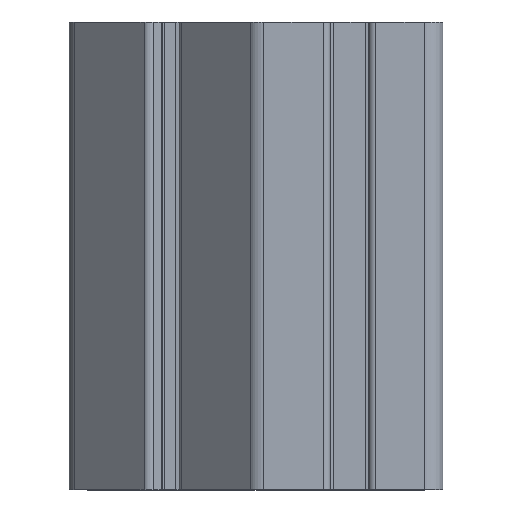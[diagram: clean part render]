
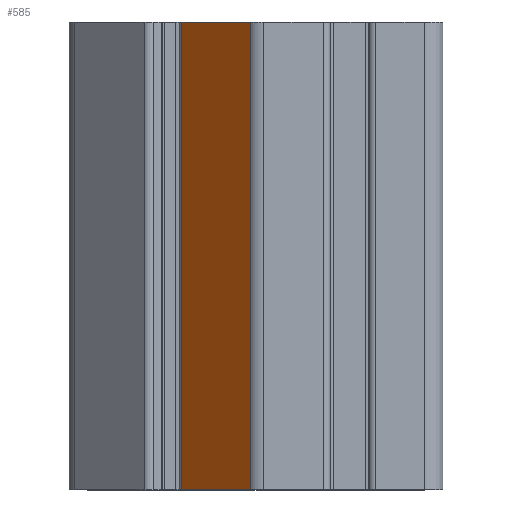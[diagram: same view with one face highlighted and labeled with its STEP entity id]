
A CAD part, top view. The second image highlights one B-rep face of the part: STEP entity #585.
In plain terms, the highlighted planar face has unit normal (-0.707, 0, 0.707).
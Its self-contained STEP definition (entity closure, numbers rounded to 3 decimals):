
#585 = ADVANCED_FACE( '', ( #1345 ), #1346, .F. );
#1345 = FACE_OUTER_BOUND( '', #2278, .T. );
#1346 = PLANE( '', #2279 );
#2278 = EDGE_LOOP( '', ( #4137, #4138, #4139, #4140 ) );
#2279 = AXIS2_PLACEMENT_3D( '', #4141, #4142, #4143 );
#4137 = ORIENTED_EDGE( '', *, *, #6533, .T. );
#4138 = ORIENTED_EDGE( '', *, *, #6534, .F. );
#4139 = ORIENTED_EDGE( '', *, *, #6339, .F. );
#4140 = ORIENTED_EDGE( '', *, *, #6166, .T. );
#4141 = CARTESIAN_POINT( '', ( -16.04, 100., 23.96 ) );
#4142 = DIRECTION( '', ( 0.707, 0., -0.707 ) );
#4143 = DIRECTION( '', ( -0.707, 0., -0.707 ) );
#6166 = EDGE_CURVE( '', #7637, #7635, #7638, .T. );
#6339 = EDGE_CURVE( '', #7637, #7924, #7925, .T. );
#6533 = EDGE_CURVE( '', #7635, #8223, #8224, .T. );
#6534 = EDGE_CURVE( '', #7924, #8223, #8225, .T. );
#7635 = VERTEX_POINT( '', #9634 );
#7637 = VERTEX_POINT( '', #9636 );
#7638 = LINE( '', #9637, #9638 );
#7924 = VERTEX_POINT( '', #10013 );
#7925 = LINE( '', #10014, #10015 );
#8223 = VERTEX_POINT( '', #10415 );
#8224 = LINE( '', #10416, #10417 );
#8225 = LINE( '', #10418, #10419 );
#9634 = CARTESIAN_POINT( '', ( -16.04, 0., 23.96 ) );
#9636 = CARTESIAN_POINT( '', ( -16.04, 100., 23.96 ) );
#9637 = CARTESIAN_POINT( '', ( -16.04, 100., 23.96 ) );
#9638 = VECTOR( '', #11603, 1000. );
#10013 = CARTESIAN_POINT( '', ( -1.172, 100., 38.828 ) );
#10014 = CARTESIAN_POINT( '', ( -16.04, 100., 23.96 ) );
#10015 = VECTOR( '', #11873, 1000. );
#10415 = CARTESIAN_POINT( '', ( -1.172, 0., 38.828 ) );
#10416 = CARTESIAN_POINT( '', ( -16.04, 0., 23.96 ) );
#10417 = VECTOR( '', #12180, 1000. );
#10418 = CARTESIAN_POINT( '', ( -1.172, 100., 38.828 ) );
#10419 = VECTOR( '', #12181, 1000. );
#11603 = DIRECTION( '', ( 0., -1., 0. ) );
#11873 = DIRECTION( '', ( 0.707, 0., 0.707 ) );
#12180 = DIRECTION( '', ( 0.707, 0., 0.707 ) );
#12181 = DIRECTION( '', ( 0., -1., 0. ) );
